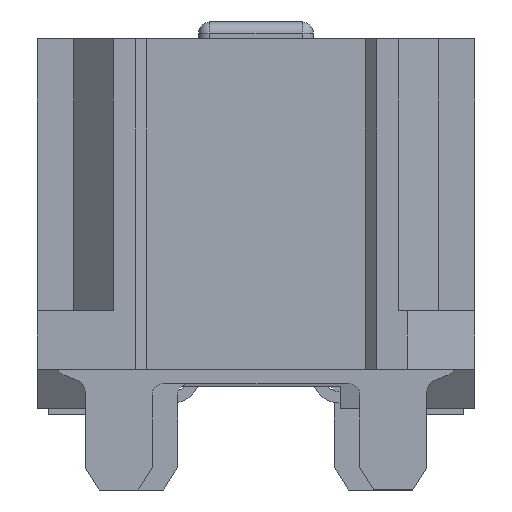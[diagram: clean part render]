
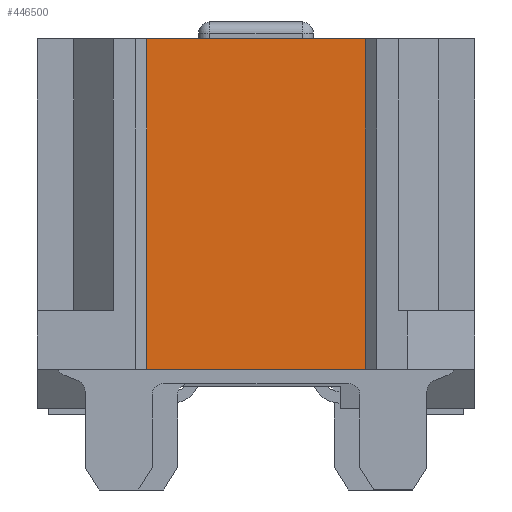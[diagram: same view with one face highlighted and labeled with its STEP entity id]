
A CAD part, left-side view. The second image highlights one B-rep face of the part: STEP entity #446500.
In plain terms, the highlighted planar face has unit normal (-1, 0, 0).
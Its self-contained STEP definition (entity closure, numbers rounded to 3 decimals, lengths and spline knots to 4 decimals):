
#229090=CARTESIAN_POINT('',(-25.75,-1.95,6.7));
#229100=VERTEX_POINT('',#229090);
#229130=CARTESIAN_POINT('',(-25.75,-4.1731,6.7));
#229140=DIRECTION('',(0.,1.,0.));
#229150=VECTOR('',#229140,1.);
#229160=LINE('',#229130,#229150);
#229170=CARTESIAN_POINT('',(-25.75,1.95,6.7));
#229180=VERTEX_POINT('',#229170);
#229190=EDGE_CURVE('',#229100,#229180,#229160,.T.);
#446020=CARTESIAN_POINT('',(-25.75,1.95,3.6694));
#446030=DIRECTION('',(-0.,0.,1.));
#446040=VECTOR('',#446030,1.);
#446050=LINE('',#446020,#446040);
#446060=CARTESIAN_POINT('',(-25.75,1.95,0.8));
#446070=VERTEX_POINT('',#446060);
#446080=EDGE_CURVE('',#446070,#229180,#446050,.T.);
#446270=CARTESIAN_POINT('',(-25.75,-2.0475,6.8475));
#446280=DIRECTION('',(-1.,0.,0.));
#446290=DIRECTION('',(0.,1.,0.));
#446300=AXIS2_PLACEMENT_3D('',#446270,#446280,#446290);
#446310=PLANE('',#446300);
#446320=ORIENTED_EDGE('',*,*,#446080,.F.);
#446330=ORIENTED_EDGE('',*,*,#229190,.T.);
#446340=CARTESIAN_POINT('',(-25.75,-1.95,3.6694));
#446350=DIRECTION('',(0.,0.,-1.));
#446360=VECTOR('',#446350,1.);
#446370=LINE('',#446340,#446360);
#446380=CARTESIAN_POINT('',(-25.75,-1.95,0.8))
;
#446390=VERTEX_POINT('',#446380);
#446400=EDGE_CURVE('',#229100,#446390,#446370,.T.);
#446410=ORIENTED_EDGE('',*,*,#446400,.F.);
#446420=CARTESIAN_POINT('',(-25.75,-4.1731,0.8))
;
#446430=DIRECTION('',(0.,1.,0.));
#446440=VECTOR('',#446430,1.);
#446450=LINE('',#446420,#446440);
#446460=EDGE_CURVE('',#446390,#446070,#446450,.T.);
#446470=ORIENTED_EDGE('',*,*,#446460,.F.);
#446480=EDGE_LOOP('',(#446470,#446410,#446330,#446320));
#446490=FACE_OUTER_BOUND('',#446480,.T.);
#446500=ADVANCED_FACE('',(#446490),#446310,.T.);
